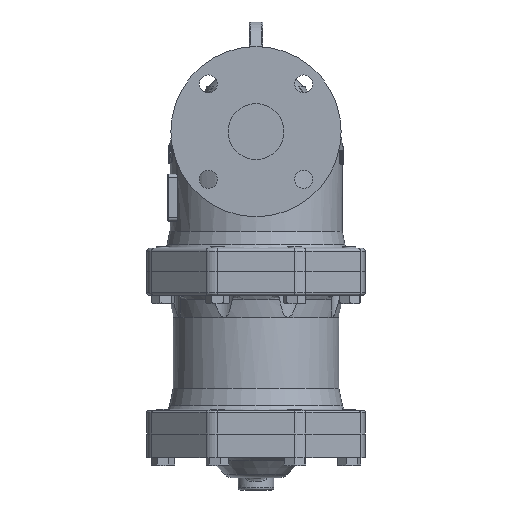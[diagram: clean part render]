
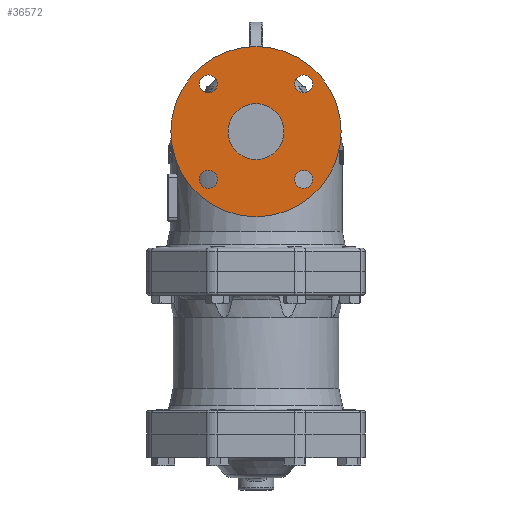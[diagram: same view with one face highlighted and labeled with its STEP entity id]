
A CAD part, left-side view. The second image highlights one B-rep face of the part: STEP entity #36572.
In plain terms, the highlighted planar face has unit normal (-1, 0, 0).
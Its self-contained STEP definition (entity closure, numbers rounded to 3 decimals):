
#36494=CARTESIAN_POINT('',(-121.0,0.,100.));
#36495=VERTEX_POINT('',#36494);
#36496=CARTESIAN_POINT('',(-121.0,0.,125.));
#36497=DIRECTION('',(1.0,0.0,0.0));
#36498=DIRECTION('',(0.0,0.0,-1.0));
#36499=AXIS2_PLACEMENT_3D('',#36496,#36497,#36498);
#36500=CIRCLE('',#36499,25.0);
#36501=EDGE_CURVE('',#36495,#36495,#36500,.T.);
#36509=CARTESIAN_POINT('',(-121.0,0.,127.909));
#36510=DIRECTION('',(1.0,0.0,0.0));
#36511=DIRECTION('',(0.0,0.0,-1.0));
#36512=AXIS2_PLACEMENT_3D('',#36509,#36510,#36511);
#36513=PLANE('',#36512);
#36514=CARTESIAN_POINT('',(-121.,0.0,201.));
#36515=VERTEX_POINT('',#36514);
#36516=CARTESIAN_POINT('',(-121.,0.0,125.));
#36517=DIRECTION('',(-1.0,0.0,0.0));
#36518=DIRECTION('',(0.0,0.0,1.0));
#36519=AXIS2_PLACEMENT_3D('',#36516,#36517,#36518);
#36520=CIRCLE('',#36519,76.);
#36521=EDGE_CURVE('',#36515,#36515,#36520,.T.);
#36522=ORIENTED_EDGE('',*,*,#36521,.T.);
#36523=EDGE_LOOP('',(#36522));
#36524=FACE_OUTER_BOUND('',#36523,.T.);
#36525=CARTESIAN_POINT('',(-121.0,-34.639,167.639));
#36526=VERTEX_POINT('',#36525);
#36527=CARTESIAN_POINT('',(-121.,-42.639,167.639));
#36528=DIRECTION('',(1.0,0.0,0.0));
#36529=DIRECTION('',(0.0,1.0,0.0));
#36530=AXIS2_PLACEMENT_3D('',#36527,#36528,#36529);
#36531=CIRCLE('',#36530,8.0);
#36532=EDGE_CURVE('',#36526,#36526,#36531,.T.);
#36533=ORIENTED_EDGE('',*,*,#36532,.T.);
#36534=EDGE_LOOP('',(#36533));
#36535=FACE_BOUND('',#36534,.T.);
#36536=CARTESIAN_POINT('',(-121.0,-42.639,90.361));
#36537=VERTEX_POINT('',#36536);
#36538=CARTESIAN_POINT('',(-121.,-42.639,82.361));
#36539=DIRECTION('',(1.0,0.0,0.0));
#36540=DIRECTION('',(0.0,0.0,1.0));
#36541=AXIS2_PLACEMENT_3D('',#36538,#36539,#36540);
#36542=CIRCLE('',#36541,8.0);
#36543=EDGE_CURVE('',#36537,#36537,#36542,.T.);
#36544=ORIENTED_EDGE('',*,*,#36543,.T.);
#36545=EDGE_LOOP('',(#36544));
#36546=FACE_BOUND('',#36545,.T.);
#36547=CARTESIAN_POINT('',(-121.0,34.639,82.361));
#36548=VERTEX_POINT('',#36547);
#36549=CARTESIAN_POINT('',(-121.,42.639,82.361));
#36550=DIRECTION('',(1.0,0.0,0.0));
#36551=DIRECTION('',(0.0,-1.0,0.0));
#36552=AXIS2_PLACEMENT_3D('',#36549,#36550,#36551);
#36553=CIRCLE('',#36552,8.0);
#36554=EDGE_CURVE('',#36548,#36548,#36553,.T.);
#36555=ORIENTED_EDGE('',*,*,#36554,.T.);
#36556=EDGE_LOOP('',(#36555));
#36557=FACE_BOUND('',#36556,.T.);
#36558=CARTESIAN_POINT('',(-121.0,42.639,159.639));
#36559=VERTEX_POINT('',#36558);
#36560=CARTESIAN_POINT('',(-121.,42.639,167.639));
#36561=DIRECTION('',(1.0,0.0,0.0));
#36562=DIRECTION('',(0.0,0.0,-1.0));
#36563=AXIS2_PLACEMENT_3D('',#36560,#36561,#36562);
#36564=CIRCLE('',#36563,8.0);
#36565=EDGE_CURVE('',#36559,#36559,#36564,.T.);
#36566=ORIENTED_EDGE('',*,*,#36565,.T.);
#36567=EDGE_LOOP('',(#36566));
#36568=FACE_BOUND('',#36567,.T.);
#36569=ORIENTED_EDGE('',*,*,#36501,.T.);
#36570=EDGE_LOOP('',(#36569));
#36571=FACE_BOUND('',#36570,.T.);
#36572=ADVANCED_FACE('',(#36524,#36535,#36546,#36557,#36568,#36571),#36513,.F.);
